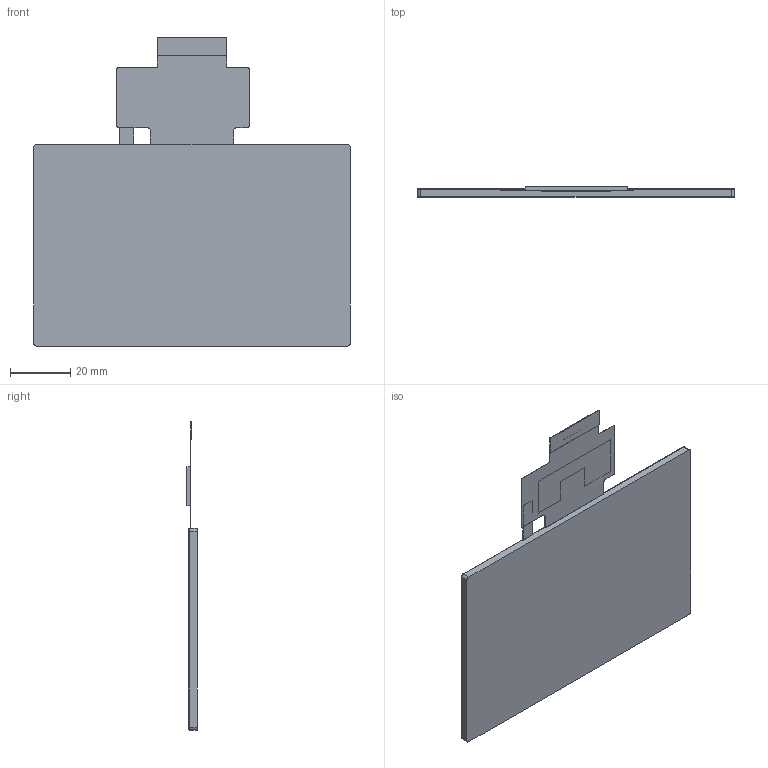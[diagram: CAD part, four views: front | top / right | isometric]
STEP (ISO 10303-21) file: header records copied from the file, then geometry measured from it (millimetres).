
FILE_DESCRIPTION((''),'2;1');
FILE_NAME('0430','2019-02-15T',('xuelian_xin'),(''),'CREO PARAMETRIC BY PTC INC, 2015480','CREO PARAMETRIC BY PTC INC, 2015480','');
FILE_SCHEMA(('AUTOMOTIVE_DESIGN { 1 0 10303 214 1 1 1 1 }'));
Length unit declared in the file: millimetre
Products named in the file (1): 0430
Bounding box: 105.5 x 3.41 x 102.7 mm (x, y, z)
Volume: 20384.1 mm3; surface area: 17915 mm2
Topology: 1 solids, 1 shells, 64 faces, 170 edges, 110 vertices
Faces by surface type: plane 42, cylinder 18, bspline 4
Entity records: 2090 total; most frequent: CARTESIAN_POINT 406, ORIENTED_EDGE 340, DIRECTION 330, EDGE_CURVE 170, VECTOR 130, LINE 130, VERTEX_POINT 110, AXIS2_PLACEMENT_3D 100
